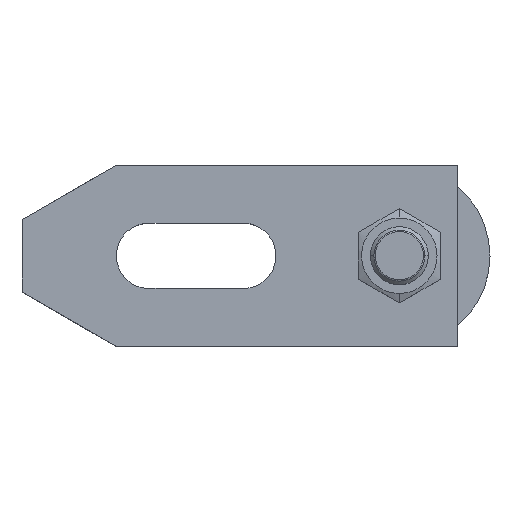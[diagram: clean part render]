
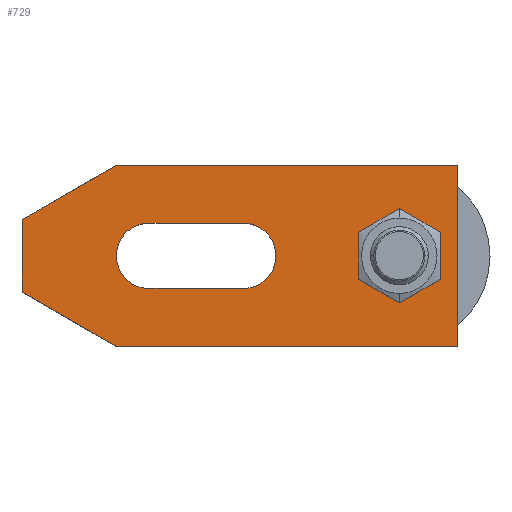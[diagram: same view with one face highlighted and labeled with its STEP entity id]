
A CAD part, top view. The second image highlights one B-rep face of the part: STEP entity #729.
In plain terms, the highlighted planar face has unit normal (0, 0, 1).
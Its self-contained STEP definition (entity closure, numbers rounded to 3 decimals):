
#525=VERTEX_POINT('',#1229);
#547=VERTEX_POINT('',#1259);
#563=EDGE_CURVE('',#595,#547,#1277,.T.);
#565=VERTEX_POINT('',#1279);
#577=EDGE_CURVE('',#1037,#525,#1293,.T.);
#589=VERTEX_POINT('',#1307);
#595=VERTEX_POINT('',#1313);
#631=EDGE_CURVE('',#721,#699,#1352,.T.);
#651=VERTEX_POINT('',#1373);
#659=EDGE_CURVE('',#547,#589,#1382,.T.);
#699=VERTEX_POINT('',#1426);
#713=EDGE_CURVE('',#973,#721,#1441,.T.);
#721=VERTEX_POINT('',#1449);
#729=ADVANCED_FACE('',(#1459,#1460,#1461),#1462,.T.);
#781=EDGE_CURVE('',#651,#595,#1520,.T.);
#799=EDGE_CURVE('',#967,#565,#1538,.T.);
#807=EDGE_CURVE('',#525,#1037,#1547,.T.);
#859=EDGE_CURVE('',#589,#651,#1606,.T.);
#943=EDGE_CURVE('',#565,#1041,#1697,.T.);
#947=EDGE_CURVE('',#1041,#973,#1701,.T.);
#967=VERTEX_POINT('',#1722);
#973=VERTEX_POINT('',#1728);
#1017=EDGE_CURVE('',#699,#967,#1779,.T.);
#1037=VERTEX_POINT('',#1801);
#1041=VERTEX_POINT('',#1806);
#1229=CARTESIAN_POINT('',(56.0,0.,12.0));
#1259=CARTESIAN_POINT('',(30.5,4.5,12.0));
#1277=LINE('',#2172,#2173);
#1279=CARTESIAN_POINT('',(60.0,-12.5,12.0));
#1293=CIRCLE('',#2193,4.0);
#1307=CARTESIAN_POINT('',(30.5,-4.5,12.0));
#1313=CARTESIAN_POINT('',(17.5,4.5,12.0));
#1352=LINE('',#2286,#2287);
#1373=CARTESIAN_POINT('',(17.5,-4.5,12.0));
#1382=CIRCLE('',#2337,4.5);
#1426=CARTESIAN_POINT('',(13.0,12.5,12.0));
#1441=LINE('',#2429,#2430);
#1449=CARTESIAN_POINT('',(0.0,5.,12.0));
#1459=FACE_BOUND('',#2453,.T.);
#1460=FACE_BOUND('',#2454,.T.);
#1461=FACE_OUTER_BOUND('',#2455,.T.);
#1462=PLANE('',#2456);
#1520=CIRCLE('',#2527,4.5);
#1538=LINE('',#2559,#2560);
#1547=CIRCLE('',#2572,4.0);
#1606=LINE('',#2657,#2658);
#1697=LINE('',#2792,#2793);
#1701=LINE('',#2798,#2799);
#1722=CARTESIAN_POINT('',(60.0,12.5,12.0));
#1728=CARTESIAN_POINT('',(0.0,-5.,12.0));
#1779=LINE('',#2915,#2916);
#1801=CARTESIAN_POINT('',(48.0,0.,12.0));
#1806=CARTESIAN_POINT('',(13.0,-12.5,12.0));
#2172=CARTESIAN_POINT('',(24.868,4.5,12.0));
#2173=VECTOR('',#3182,1.0);
#2193=AXIS2_PLACEMENT_3D('',#3207,#3208,#3209);
#2286=CARTESIAN_POINT('',(13.0,12.5,12.0));
#2287=VECTOR('',#3273,1.0);
#2337=AXIS2_PLACEMENT_3D('',#3298,#3299,#3300);
#2429=CARTESIAN_POINT('',(0.0,5.,12.0));
#2430=VECTOR('',#3357,1.0);
#2453=EDGE_LOOP('',(#3386,#3387));
#2454=EDGE_LOOP('',(#3388,#3389,#3390,#3391));
#2455=EDGE_LOOP('',(#3392,#3393,#3394,#3395,#3396,#3397));
#2456=AXIS2_PLACEMENT_3D('',#3398,#3399,#3400);
#2527=AXIS2_PLACEMENT_3D('',#3468,#3469,#3470);
#2559=CARTESIAN_POINT('',(60.0,-12.5,12.0));
#2560=VECTOR('',#3480,1.0);
#2572=AXIS2_PLACEMENT_3D('',#3494,#3495,#3496);
#2657=CARTESIAN_POINT('',(31.368,-4.5,12.0));
#2658=VECTOR('',#3552,1.0);
#2792=CARTESIAN_POINT('',(13.0,-12.5,12.0));
#2793=VECTOR('',#3646,1.0);
#2798=CARTESIAN_POINT('',(0.0,-5.,12.0));
#2799=VECTOR('',#3647,1.0);
#2915=CARTESIAN_POINT('',(60.0,12.5,12.0));
#2916=VECTOR('',#3727,1.0);
#3182=DIRECTION('',(1.0,0.0,0.0));
#3207=CARTESIAN_POINT('',(52.0,0.0,12.0));
#3208=DIRECTION('',(0.0,0.0,-1.0));
#3209=DIRECTION('',(-1.0,0.,0.0));
#3273=DIRECTION('',(0.866,0.5,0.0));
#3298=CARTESIAN_POINT('',(30.5,0.0,12.0));
#3299=DIRECTION('',(0.0,0.0,-1.0));
#3300=DIRECTION('',(0.0,1.0,0.0));
#3357=DIRECTION('',(0.0,1.0,0.0));
#3386=ORIENTED_EDGE('',*,*,#577,.T.);
#3387=ORIENTED_EDGE('',*,*,#807,.T.);
#3388=ORIENTED_EDGE('',*,*,#781,.T.);
#3389=ORIENTED_EDGE('',*,*,#563,.T.);
#3390=ORIENTED_EDGE('',*,*,#659,.T.);
#3391=ORIENTED_EDGE('',*,*,#859,.T.);
#3392=ORIENTED_EDGE('',*,*,#943,.F.);
#3393=ORIENTED_EDGE('',*,*,#799,.F.);
#3394=ORIENTED_EDGE('',*,*,#1017,.F.);
#3395=ORIENTED_EDGE('',*,*,#631,.F.);
#3396=ORIENTED_EDGE('',*,*,#713,.F.);
#3397=ORIENTED_EDGE('',*,*,#947,.F.);
#3398=CARTESIAN_POINT('',(32.236,0.,12.0));
#3399=DIRECTION('',(0.0,0.0,1.0));
#3400=DIRECTION('',(1.0,0.0,0.0));
#3468=CARTESIAN_POINT('',(17.5,0.0,12.0));
#3469=DIRECTION('',(0.0,0.0,-1.0));
#3470=DIRECTION('',(0.0,-1.0,0.0));
#3480=DIRECTION('',(0.0,-1.0,0.0));
#3494=CARTESIAN_POINT('',(52.0,0.0,12.0));
#3495=DIRECTION('',(0.0,0.0,-1.0));
#3496=DIRECTION('',(-1.0,0.,0.0));
#3552=DIRECTION('',(-1.0,0.0,0.0));
#3646=DIRECTION('',(-1.0,0.0,0.0));
#3647=DIRECTION('',(-0.866,0.5,0.0));
#3727=DIRECTION('',(1.0,0.0,0.0));
